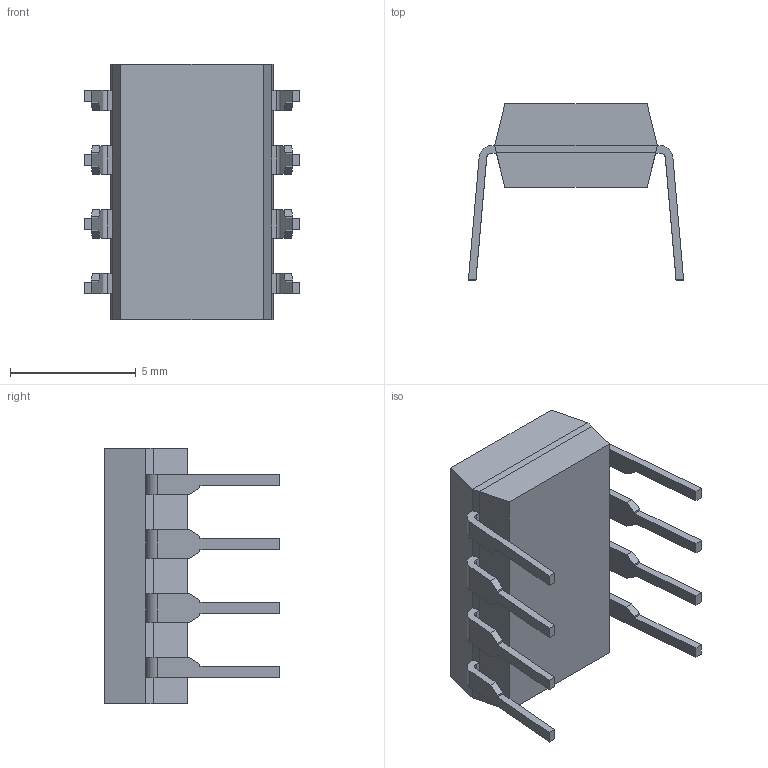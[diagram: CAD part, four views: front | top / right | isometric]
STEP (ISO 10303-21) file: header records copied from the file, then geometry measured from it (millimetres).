
FILE_DESCRIPTION (( 'STEP AP214' ), '1' );
FILE_NAME ('LT1001ACN8PBF.STEP', '2022-07-06T11:10:13', ( '' ), ( '' ), 'SwSTEP 2.0', 'SolidWorks 2018', '' );
FILE_SCHEMA (( 'AUTOMOTIVE_DESIGN' ));
Length unit declared in the file: millimetre
Products named in the file (1): LT1001ACN8PBF
Bounding box: 8.56 x 6.99 x 10.16 mm (x, y, z)
Volume: 211.2 mm3; surface area: 309.2 mm2
Topology: 1 solids, 1 shells, 156 faces, 426 edges, 272 vertices
Faces by surface type: plane 139, cylinder 17
Entity records: 6566 total; most frequent: CARTESIAN_POINT 855, ORIENTED_EDGE 852, DIRECTION 774, EDGE_CURVE 426, VECTOR 392, LINE 392, VERTEX_POINT 272, AXIS2_PLACEMENT_3D 191
